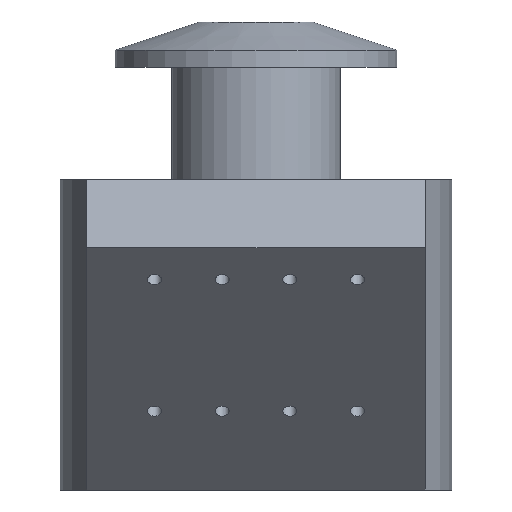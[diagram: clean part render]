
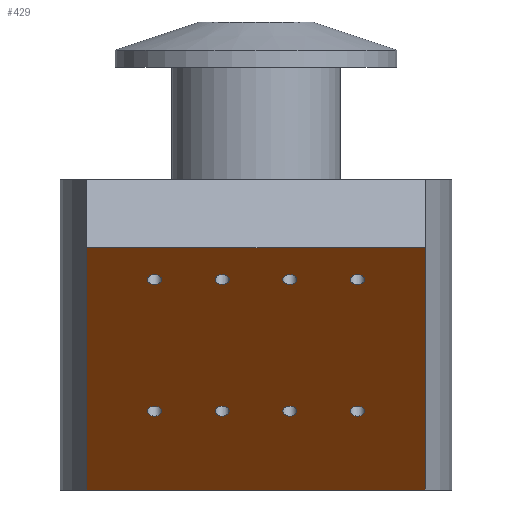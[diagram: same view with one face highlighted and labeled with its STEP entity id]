
A CAD part, front view. The second image highlights one B-rep face of the part: STEP entity #429.
In plain terms, the highlighted planar face has unit normal (0, -0.707, -0.707).
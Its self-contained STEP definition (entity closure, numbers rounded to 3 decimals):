
#35=FACE_BOUND('',#111,.T.);
#36=FACE_BOUND('',#112,.T.);
#37=FACE_BOUND('',#113,.T.);
#38=FACE_BOUND('',#114,.T.);
#39=FACE_BOUND('',#115,.T.);
#40=FACE_BOUND('',#116,.T.);
#41=FACE_BOUND('',#117,.T.);
#42=FACE_BOUND('',#118,.T.);
#47=CIRCLE('',#478,1.25);
#48=CIRCLE('',#479,1.25);
#49=CIRCLE('',#480,1.25);
#50=CIRCLE('',#481,1.25);
#51=CIRCLE('',#482,1.25);
#52=CIRCLE('',#483,1.25);
#53=CIRCLE('',#484,1.25);
#54=CIRCLE('',#485,1.25);
#77=FACE_OUTER_BOUND('',#110,.T.);
#110=EDGE_LOOP('',(#306,#307,#308,#309));
#111=EDGE_LOOP('',(#310));
#112=EDGE_LOOP('',(#311));
#113=EDGE_LOOP('',(#312));
#114=EDGE_LOOP('',(#313));
#115=EDGE_LOOP('',(#314));
#116=EDGE_LOOP('',(#315));
#117=EDGE_LOOP('',(#316));
#118=EDGE_LOOP('',(#317));
#154=LINE('',#693,#181);
#157=LINE('',#699,#184);
#160=LINE('',#705,#187);
#161=LINE('',#706,#188);
#181=VECTOR('',#541,10.);
#184=VECTOR('',#546,10.);
#187=VECTOR('',#551,10.);
#188=VECTOR('',#552,10.);
#208=VERTEX_POINT('',#690);
#209=VERTEX_POINT('',#692);
#211=VERTEX_POINT('',#698);
#213=VERTEX_POINT('',#704);
#214=VERTEX_POINT('',#707);
#215=VERTEX_POINT('',#709);
#216=VERTEX_POINT('',#711);
#217=VERTEX_POINT('',#713);
#218=VERTEX_POINT('',#715);
#219=VERTEX_POINT('',#717);
#220=VERTEX_POINT('',#719);
#221=VERTEX_POINT('',#721);
#244=EDGE_CURVE('',#208,#209,#154,.T.);
#247=EDGE_CURVE('',#209,#211,#157,.T.);
#250=EDGE_CURVE('',#213,#208,#160,.T.);
#251=EDGE_CURVE('',#211,#213,#161,.T.);
#252=EDGE_CURVE('',#214,#214,#47,.T.);
#253=EDGE_CURVE('',#215,#215,#48,.T.);
#254=EDGE_CURVE('',#216,#216,#49,.T.);
#255=EDGE_CURVE('',#217,#217,#50,.T.);
#256=EDGE_CURVE('',#218,#218,#51,.T.);
#257=EDGE_CURVE('',#219,#219,#52,.T.);
#258=EDGE_CURVE('',#220,#220,#53,.T.);
#259=EDGE_CURVE('',#221,#221,#54,.T.);
#306=ORIENTED_EDGE('',*,*,#244,.F.);
#307=ORIENTED_EDGE('',*,*,#250,.F.);
#308=ORIENTED_EDGE('',*,*,#251,.F.);
#309=ORIENTED_EDGE('',*,*,#247,.F.);
#310=ORIENTED_EDGE('',*,*,#252,.T.);
#311=ORIENTED_EDGE('',*,*,#253,.T.);
#312=ORIENTED_EDGE('',*,*,#254,.T.);
#313=ORIENTED_EDGE('',*,*,#255,.T.);
#314=ORIENTED_EDGE('',*,*,#256,.T.);
#315=ORIENTED_EDGE('',*,*,#257,.T.);
#316=ORIENTED_EDGE('',*,*,#258,.T.);
#317=ORIENTED_EDGE('',*,*,#259,.T.);
#410=PLANE('',#477);
#429=ADVANCED_FACE('',(#77,#35,#36,#37,#38,#39,#40,#41,#42),#410,.F.);
#477=AXIS2_PLACEMENT_3D('',#703,#549,#550);
#478=AXIS2_PLACEMENT_3D('',#708,#553,#554);
#479=AXIS2_PLACEMENT_3D('',#710,#555,#556);
#480=AXIS2_PLACEMENT_3D('',#712,#557,#558);
#481=AXIS2_PLACEMENT_3D('',#714,#559,#560);
#482=AXIS2_PLACEMENT_3D('',#716,#561,#562);
#483=AXIS2_PLACEMENT_3D('',#718,#563,#564);
#484=AXIS2_PLACEMENT_3D('',#720,#565,#566);
#485=AXIS2_PLACEMENT_3D('',#722,#567,#568);
#541=DIRECTION('',(1.,0.,0.));
#546=DIRECTION('',(0.,0.707,-0.707));
#549=DIRECTION('center_axis',(0.,0.707,0.707));
#550=DIRECTION('ref_axis',(0.,-0.707,0.707));
#551=DIRECTION('',(0.,-0.707,0.707));
#552=DIRECTION('',(-1.,0.,0.));
#553=DIRECTION('center_axis',(0.,0.707,0.707));
#554=DIRECTION('ref_axis',(-1.,0.,0.));
#555=DIRECTION('center_axis',(0.,0.707,0.707));
#556=DIRECTION('ref_axis',(-1.,0.,0.));
#557=DIRECTION('center_axis',(0.,0.707,0.707));
#558=DIRECTION('ref_axis',(-1.,0.,0.));
#559=DIRECTION('center_axis',(0.,0.707,0.707));
#560=DIRECTION('ref_axis',(-1.,0.,0.));
#561=DIRECTION('center_axis',(0.,0.707,0.707));
#562=DIRECTION('ref_axis',(-1.,0.,0.));
#563=DIRECTION('center_axis',(0.,0.707,0.707));
#564=DIRECTION('ref_axis',(-1.,0.,0.));
#565=DIRECTION('center_axis',(0.,0.707,0.707));
#566=DIRECTION('ref_axis',(-1.,0.,0.));
#567=DIRECTION('center_axis',(0.,0.707,0.707));
#568=DIRECTION('ref_axis',(-1.,0.,0.));
#690=CARTESIAN_POINT('',(0.,-42.979,42.979));
#692=CARTESIAN_POINT('',(60.,-42.979,42.979));
#693=CARTESIAN_POINT('',(15.,-42.979,42.979));
#698=CARTESIAN_POINT('',(60.,0.,0.));
#699=CARTESIAN_POINT('',(60.,0.,0.));
#703=CARTESIAN_POINT('Origin',(0.,0.,0.));
#704=CARTESIAN_POINT('',(0.,0.,0.));
#705=CARTESIAN_POINT('',(0.,-13.75,13.75));
#706=CARTESIAN_POINT('',(15.,0.,0.));
#707=CARTESIAN_POINT('',(49.25,-37.322,37.322));
#708=CARTESIAN_POINT('Origin',(48.,-37.322,37.322));
#709=CARTESIAN_POINT('',(13.25,-13.988,13.988));
#710=CARTESIAN_POINT('Origin',(12.,-13.988,13.988));
#711=CARTESIAN_POINT('',(49.25,-13.988,13.988));
#712=CARTESIAN_POINT('Origin',(48.,-13.988,13.988));
#713=CARTESIAN_POINT('',(13.25,-37.322,37.322));
#714=CARTESIAN_POINT('Origin',(12.,-37.322,37.322));
#715=CARTESIAN_POINT('',(37.25,-37.322,37.322));
#716=CARTESIAN_POINT('Origin',(36.,-37.322,37.322));
#717=CARTESIAN_POINT('',(25.25,-13.988,13.988));
#718=CARTESIAN_POINT('Origin',(24.,-13.988,13.988));
#719=CARTESIAN_POINT('',(37.25,-13.988,13.988));
#720=CARTESIAN_POINT('Origin',(36.,-13.988,13.988));
#721=CARTESIAN_POINT('',(25.25,-37.322,37.322));
#722=CARTESIAN_POINT('Origin',(24.,-37.322,37.322));
